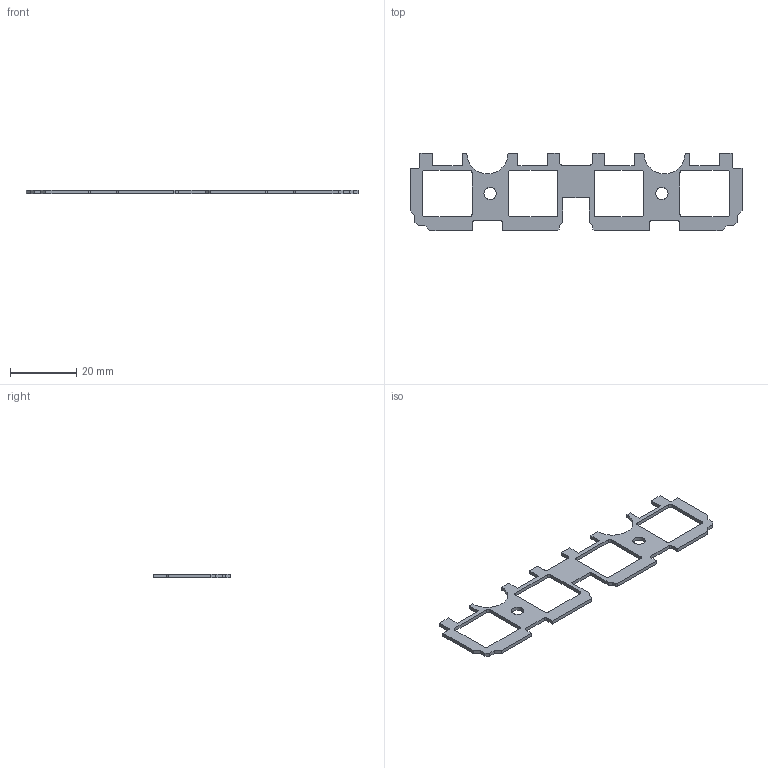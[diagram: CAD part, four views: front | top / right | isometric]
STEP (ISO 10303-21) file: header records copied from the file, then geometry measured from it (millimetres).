
FILE_DESCRIPTION(('KiCad electronic assembly'),'2;1');
FILE_NAME('PCBA-PBF4-SPACER-3D.step','2026-01-12T19:59:45',('Pcbnew'),( 'Kicad'),'Open CASCADE STEP processor 7.8','KiCad to STEP converter' ,'Unknown');
FILE_SCHEMA(('AUTOMOTIVE_DESIGN { 1 0 10303 214 1 1 1 1 }'));
Length unit declared in the file: millimetre
Products named in the file (2): PCBA-PBF4-SPACER-3D 1; PCBA-PBF4-SPACER_PCB
Assembly tree (1 placements, depth 2):
  PCBA-PBF4-SPACER-3D 1
    PCBA-PBF4-SPACER_PCB
Bounding box: 100 x 23.33 x 1.11 mm (x, y, z)
Volume: 1094.6 mm3; surface area: 2607.3 mm2
Topology: 1 solids, 1 shells, 104 faces, 306 edges, 204 vertices
Faces by surface type: plane 76, cylinder 28
Full cylindrical faces by diameter (mm): 3.7 x2
Entity records: 3507 total; most frequent: CARTESIAN_POINT 616, ORIENTED_EDGE 612, DIRECTION 574, EDGE_CURVE 306, LINE 250, VECTOR 250, VERTEX_POINT 204, AXIS2_PLACEMENT_3D 162
